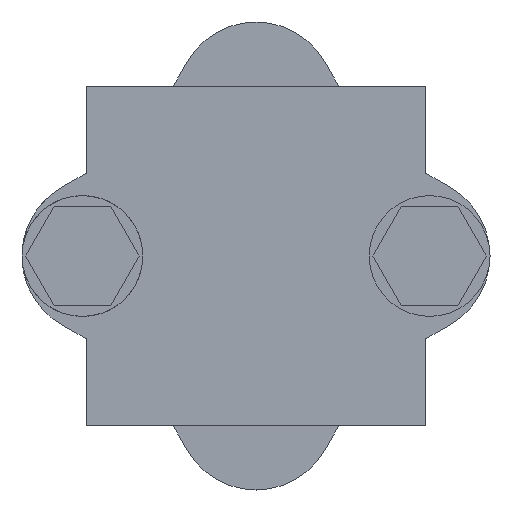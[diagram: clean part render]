
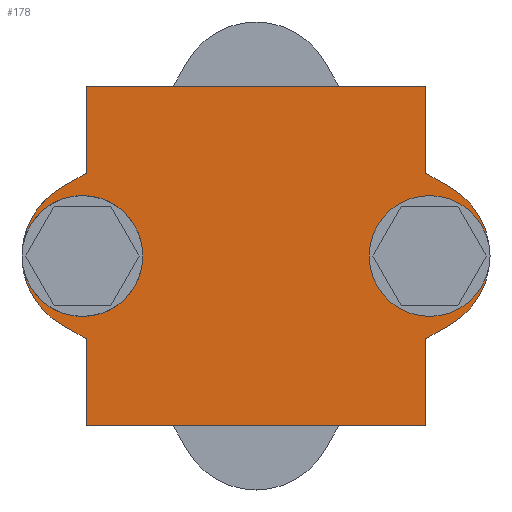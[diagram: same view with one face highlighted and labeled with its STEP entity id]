
A CAD part, left-side view. The second image highlights one B-rep face of the part: STEP entity #178.
In plain terms, the highlighted planar face has unit normal (-1, 0, 0).
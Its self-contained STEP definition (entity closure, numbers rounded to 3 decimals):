
#178 = ADVANCED_FACE( '', ( #435 ), #436, .F. );
#435 = FACE_OUTER_BOUND( '', #780, .T. );
#436 = PLANE( '', #781 );
#780 = EDGE_LOOP( '', ( #1249, #1250, #1251, #1252, #1253, #1254, #1255, #1256, #1257, #1258, #1259, #1260, #1261, #1262, #1263, #1264 ) );
#781 = AXIS2_PLACEMENT_3D( '', #1265, #1266, #1267 );
#1249 = ORIENTED_EDGE( '', *, *, #2098, .F. );
#1250 = ORIENTED_EDGE( '', *, *, #2075, .F. );
#1251 = ORIENTED_EDGE( '', *, *, #2135, .F. );
#1252 = ORIENTED_EDGE( '', *, *, #2136, .F. );
#1253 = ORIENTED_EDGE( '', *, *, #2137, .F. );
#1254 = ORIENTED_EDGE( '', *, *, #2138, .F. );
#1255 = ORIENTED_EDGE( '', *, *, #2139, .F. );
#1256 = ORIENTED_EDGE( '', *, *, #2140, .F. );
#1257 = ORIENTED_EDGE( '', *, *, #2060, .F. );
#1258 = ORIENTED_EDGE( '', *, *, #2141, .F. );
#1259 = ORIENTED_EDGE( '', *, *, #2142, .F. );
#1260 = ORIENTED_EDGE( '', *, *, #2143, .F. );
#1261 = ORIENTED_EDGE( '', *, *, #2144, .F. );
#1262 = ORIENTED_EDGE( '', *, *, #2145, .F. );
#1263 = ORIENTED_EDGE( '', *, *, #2146, .F. );
#1264 = ORIENTED_EDGE( '', *, *, #2076, .F. );
#1265 = CARTESIAN_POINT( '', ( -22., 0., 0. ) );
#1266 = DIRECTION( '', ( 1., 0., 0. ) );
#1267 = DIRECTION( '', ( 0., 0., -1. ) );
#2060 = EDGE_CURVE( '', #2477, #2477, #2478, .F. );
#2075 = EDGE_CURVE( '', #2503, #2505, #2506, .T. );
#2076 = EDGE_CURVE( '', #2505, #2507, #2508, .T. );
#2098 = EDGE_CURVE( '', #2505, #2505, #2544, .F. );
#2135 = EDGE_CURVE( '', #2603, #2503, #2604, .T. );
#2136 = EDGE_CURVE( '', #2605, #2603, #2606, .T. );
#2137 = EDGE_CURVE( '', #2607, #2605, #2608, .T. );
#2138 = EDGE_CURVE( '', #2609, #2607, #2610, .T. );
#2139 = EDGE_CURVE( '', #2611, #2609, #2612, .T. );
#2140 = EDGE_CURVE( '', #2477, #2611, #2613, .T. );
#2141 = EDGE_CURVE( '', #2614, #2477, #2615, .T. );
#2142 = EDGE_CURVE( '', #2616, #2614, #2617, .T. );
#2143 = EDGE_CURVE( '', #2618, #2616, #2619, .T. );
#2144 = EDGE_CURVE( '', #2620, #2618, #2621, .T. );
#2145 = EDGE_CURVE( '', #2622, #2620, #2623, .T. );
#2146 = EDGE_CURVE( '', #2507, #2622, #2624, .T. );
#2477 = VERTEX_POINT( '', #3074 );
#2478 = CIRCLE( '', #3075, 8. );
#2503 = VERTEX_POINT( '', #3108 );
#2505 = VERTEX_POINT( '', #3111 );
#2506 = CIRCLE( '', #3112, 10.5 );
#2507 = VERTEX_POINT( '', #3113 );
#2508 = CIRCLE( '', #3114, 10.5 );
#2544 = CIRCLE( '', #3168, 8. );
#2603 = VERTEX_POINT( '', #3253 );
#2604 = LINE( '', #3254, #3255 );
#2605 = VERTEX_POINT( '', #3256 );
#2606 = LINE( '', #3257, #3258 );
#2607 = VERTEX_POINT( '', #3259 );
#2608 = LINE( '', #3260, #3261 );
#2609 = VERTEX_POINT( '', #3262 );
#2610 = LINE( '', #3263, #3264 );
#2611 = VERTEX_POINT( '', #3265 );
#2612 = LINE( '', #3266, #3267 );
#2613 = CIRCLE( '', #3268, 10.5 );
#2614 = VERTEX_POINT( '', #3269 );
#2615 = CIRCLE( '', #3270, 10.5 );
#2616 = VERTEX_POINT( '', #3271 );
#2617 = LINE( '', #3272, #3273 );
#2618 = VERTEX_POINT( '', #3274 );
#2619 = LINE( '', #3275, #3276 );
#2620 = VERTEX_POINT( '', #3277 );
#2621 = LINE( '', #3278, #3279 );
#2622 = VERTEX_POINT( '', #3280 );
#2623 = LINE( '', #3281, #3282 );
#2624 = LINE( '', #3283, #3284 );
#3074 = CARTESIAN_POINT( '', ( -22., 31., 22.5 ) );
#3075 = AXIS2_PLACEMENT_3D( '', #3798, #3799, #3800 );
#3108 = CARTESIAN_POINT( '', ( -22., -25.75, 31.593 ) );
#3111 = CARTESIAN_POINT( '', ( -22., -31., 22.5 ) );
#3112 = AXIS2_PLACEMENT_3D( '', #3816, #3817, #3818 );
#3113 = CARTESIAN_POINT( '', ( -22., -25.75, 13.407 ) );
#3114 = AXIS2_PLACEMENT_3D( '', #3819, #3820, #3821 );
#3168 = AXIS2_PLACEMENT_3D( '', #3840, #3841, #3842 );
#3253 = CARTESIAN_POINT( '', ( -22., -22.5, 33.47 ) );
#3254 = CARTESIAN_POINT( '', ( -22., -20.5, 34.624 ) );
#3255 = VECTOR( '', #3872, 1000. );
#3256 = CARTESIAN_POINT( '', ( -22., -22.5, 45. ) );
#3257 = CARTESIAN_POINT( '', ( -22., -22.5, 45. ) );
#3258 = VECTOR( '', #3873, 1000. );
#3259 = CARTESIAN_POINT( '', ( -22., 22.5, 45. ) );
#3260 = CARTESIAN_POINT( '', ( -22., 22.5, 45. ) );
#3261 = VECTOR( '', #3874, 1000. );
#3262 = CARTESIAN_POINT( '', ( -22., 22.5, 33.47 ) );
#3263 = CARTESIAN_POINT( '', ( -22., 22.5, 0. ) );
#3264 = VECTOR( '', #3875, 1000. );
#3265 = CARTESIAN_POINT( '', ( -22., 25.75, 31.593 ) );
#3266 = CARTESIAN_POINT( '', ( -22., 25.75, 31.593 ) );
#3267 = VECTOR( '', #3876, 1000. );
#3268 = AXIS2_PLACEMENT_3D( '', #3877, #3878, #3879 );
#3269 = CARTESIAN_POINT( '', ( -22., 25.75, 13.407 ) );
#3270 = AXIS2_PLACEMENT_3D( '', #3880, #3881, #3882 );
#3271 = CARTESIAN_POINT( '', ( -22., 22.5, 11.53 ) );
#3272 = CARTESIAN_POINT( '', ( -22., 20.5, 10.376 ) );
#3273 = VECTOR( '', #3883, 1000. );
#3274 = CARTESIAN_POINT( '', ( -22., 22.5, 0. ) );
#3275 = CARTESIAN_POINT( '', ( -22., 22.5, 0. ) );
#3276 = VECTOR( '', #3884, 1000. );
#3277 = CARTESIAN_POINT( '', ( -22., -22.5, 0. ) );
#3278 = CARTESIAN_POINT( '', ( -22., -22.5, 0. ) );
#3279 = VECTOR( '', #3885, 1000. );
#3280 = CARTESIAN_POINT( '', ( -22., -22.5, 11.53 ) );
#3281 = CARTESIAN_POINT( '', ( -22., -22.5, 45. ) );
#3282 = VECTOR( '', #3886, 1000. );
#3283 = CARTESIAN_POINT( '', ( -22., -25.75, 13.407 ) );
#3284 = VECTOR( '', #3887, 1000. );
#3798 = CARTESIAN_POINT( '', ( -22., 23., 22.5 ) );
#3799 = DIRECTION( '', ( 1., 0., 0. ) );
#3800 = DIRECTION( '', ( 0., 0., -1. ) );
#3816 = CARTESIAN_POINT( '', ( -22., -20.5, 22.5 ) );
#3817 = DIRECTION( '', ( 1., 0., 0. ) );
#3818 = DIRECTION( '', ( 0., 0., -1. ) );
#3819 = CARTESIAN_POINT( '', ( -22., -20.5, 22.5 ) );
#3820 = DIRECTION( '', ( 1., 0., 0. ) );
#3821 = DIRECTION( '', ( 0., 0., -1. ) );
#3840 = CARTESIAN_POINT( '', ( -22., -23., 22.5 ) );
#3841 = DIRECTION( '', ( 1., 0., 0. ) );
#3842 = DIRECTION( '', ( 0., 0., -1. ) );
#3872 = DIRECTION( '', ( 0., -0.866, -0.5 ) );
#3873 = DIRECTION( '', ( 0., 0., -1. ) );
#3874 = DIRECTION( '', ( 0., -1., 0. ) );
#3875 = DIRECTION( '', ( 0., 0., 1. ) );
#3876 = DIRECTION( '', ( 0., -0.866, 0.5 ) );
#3877 = CARTESIAN_POINT( '', ( -22., 20.5, 22.5 ) );
#3878 = DIRECTION( '', ( 1., 0., 0. ) );
#3879 = DIRECTION( '', ( 0., 0., -1. ) );
#3880 = CARTESIAN_POINT( '', ( -22., 20.5, 22.5 ) );
#3881 = DIRECTION( '', ( 1., 0., 0. ) );
#3882 = DIRECTION( '', ( 0., 0., -1. ) );
#3883 = DIRECTION( '', ( 0., 0.866, 0.5 ) );
#3884 = DIRECTION( '', ( 0., 0., 1. ) );
#3885 = DIRECTION( '', ( 0., 1., 0. ) );
#3886 = DIRECTION( '', ( 0., 0., -1. ) );
#3887 = DIRECTION( '', ( 0., 0.866, -0.5 ) );
